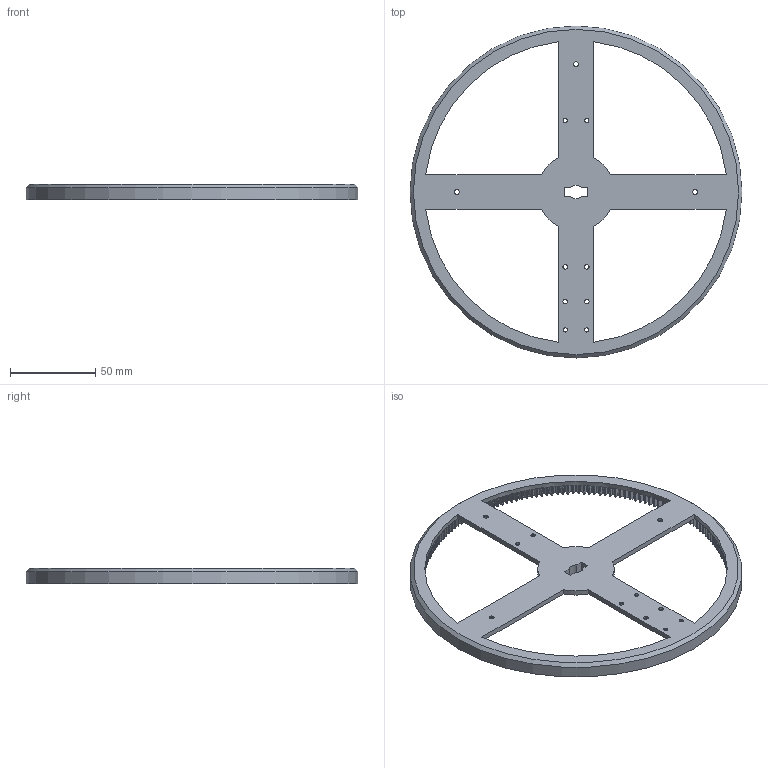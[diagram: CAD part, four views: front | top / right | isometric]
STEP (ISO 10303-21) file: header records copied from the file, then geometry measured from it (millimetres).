
FILE_DESCRIPTION(/* description */ ('STEP AP242','CAx-IF Rec.Pracs.---Representation and Presentation of Product Manufacturing Information (PMI)---4.0---2014-10-13','CAx-IF Rec.Pracs.---3D Tessellated Geometry---0.4---2014-09-14','2;1'),/* implementation_level */ '2;1');
FILE_NAME(/* name */ '6423628306b4aa79901b449d',/* time_stamp */ '2023-03-28T21:56:21+00:00',/* author */ (''),/* organization */ (''),/* preprocessor_version */ 'ST-DEVELOPER v18.102',/* originating_system */ ' ',/* authorisation */ ' ');
FILE_SCHEMA (('AP242_MANAGED_MODEL_BASED_3D_ENGINEERING_MIM_LF { 1 0 10303 442 1 1 4 }'));
Length unit declared in the file: metre
Products named in the file (1): RingGear
Bounding box: 195 x 195 x 9.1 mm (x, y, z)
Volume: 61380.6 mm3; surface area: 39780.7 mm2
Topology: 1 solids, 1 shells, 780 faces, 2307 edges, 1538 vertices
Faces by surface type: bspline 360, cylinder 242, plane 177, cone 1
Full cylindrical faces by diameter (mm): 2.5 x4, 2.7 x4, 2.9 x3, 5.5 x11, 18 x1, 195 x1
Entity records: 28392 total; most frequent: CARTESIAN_POINT 9279, ORIENTED_EDGE 4562, DIRECTION 3192, EDGE_CURVE 2281, VERTEX_POINT 1537, AXIS2_PLACEMENT_3D 1210, EDGE_LOOP 846, FACE_BOUND 846
